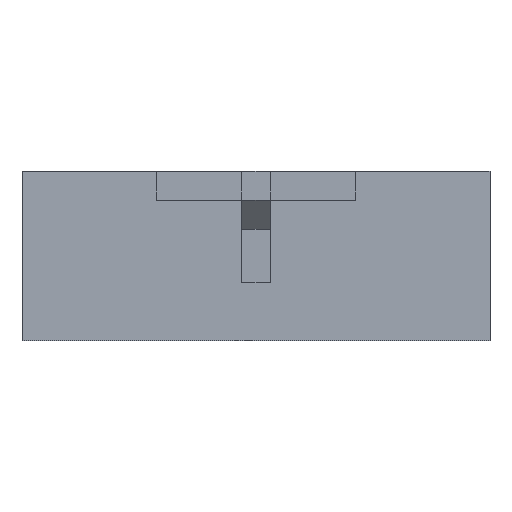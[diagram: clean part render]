
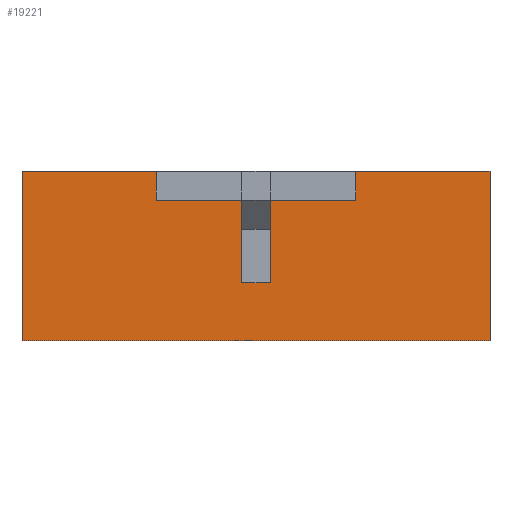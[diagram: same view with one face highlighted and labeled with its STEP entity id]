
A CAD part, left-side view. The second image highlights one B-rep face of the part: STEP entity #19221.
In plain terms, the highlighted planar face has unit normal (-1, 0, 0).
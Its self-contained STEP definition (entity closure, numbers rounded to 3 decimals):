
#2624 = VERTEX_POINT('',#2625);
#2625 = CARTESIAN_POINT('',(-19.8,-10.5,-3.8));
#2631 = EDGE_CURVE('',#2624,#2632,#2634,.T.);
#2632 = VERTEX_POINT('',#2633);
#2633 = CARTESIAN_POINT('',(-19.8,10.5,-3.8));
#2634 = LINE('',#2635,#2636);
#2635 = CARTESIAN_POINT('',(-19.8,-10.5,-3.8));
#2636 = VECTOR('',#2637,1.);
#2637 = DIRECTION('',(0.,1.,0.));
#18703 = EDGE_CURVE('',#18704,#18706,#18708,.T.);
#18704 = VERTEX_POINT('',#18705);
#18705 = CARTESIAN_POINT('',(-19.8,-10.5,3.8));
#18706 = VERTEX_POINT('',#18707);
#18707 = CARTESIAN_POINT('',(-19.8,-4.475,
    3.8));
#18708 = LINE('',#18709,#18710);
#18709 = CARTESIAN_POINT('',(-19.8,-8.3,
    3.8));
#18710 = VECTOR('',#18711,1.);
#18711 = DIRECTION('',(0.,1.,0.));
#18746 = VERTEX_POINT('',#18747);
#18747 = CARTESIAN_POINT('',(-19.8,10.5,3.8));
#18753 = EDGE_CURVE('',#18754,#18746,#18756,.T.);
#18754 = VERTEX_POINT('',#18755);
#18755 = CARTESIAN_POINT('',(-19.8,4.475,
    3.8));
#18756 = LINE('',#18757,#18758);
#18757 = CARTESIAN_POINT('',(-19.8,8.3,
    3.8));
#18758 = VECTOR('',#18759,1.);
#18759 = DIRECTION('',(0.,1.,0.));
#19014 = VERTEX_POINT('',#19015);
#19015 = CARTESIAN_POINT('',(-19.8,4.475,2.5));
#19021 = EDGE_CURVE('',#19014,#19022,#19024,.T.);
#19022 = VERTEX_POINT('',#19023);
#19023 = CARTESIAN_POINT('',(-19.8,0.65,2.5));
#19024 = LINE('',#19025,#19026);
#19025 = CARTESIAN_POINT('',(-19.8,4.475,2.5));
#19026 = VECTOR('',#19027,1.);
#19027 = DIRECTION('',(0.,-1.,0.));
#19052 = VERTEX_POINT('',#19053);
#19053 = CARTESIAN_POINT('',(-19.8,-4.475,2.5));
#19069 = VERTEX_POINT('',#19070);
#19070 = CARTESIAN_POINT('',(-19.8,-0.65,2.5));
#19076 = EDGE_CURVE('',#19069,#19052,#19077,.T.);
#19077 = LINE('',#19078,#19079);
#19078 = CARTESIAN_POINT('',(-19.8,-0.65,2.5));
#19079 = VECTOR('',#19080,1.);
#19080 = DIRECTION('',(0.,-1.,0.));
#19092 = EDGE_CURVE('',#18754,#19014,#19093,.T.);
#19093 = LINE('',#19094,#19095);
#19094 = CARTESIAN_POINT('',(-19.8,4.475,
    3.8));
#19095 = VECTOR('',#19096,1.);
#19096 = DIRECTION('',(0.,0.,-1.));
#19221 = ADVANCED_FACE('',(#19222),#19270,.T.);
#19222 = FACE_BOUND('',#19223,.T.);
#19223 = EDGE_LOOP('',(#19224,#19232,#19233,#19234,#19235,#19241,#19242,
    #19248,#19249,#19255,#19256,#19264));
#19224 = ORIENTED_EDGE('',*,*,#19225,.T.);
#19225 = EDGE_CURVE('',#19226,#19022,#19228,.T.);
#19226 = VERTEX_POINT('',#19227);
#19227 = CARTESIAN_POINT('',(-19.8,0.65,
    -1.2));
#19228 = LINE('',#19229,#19230);
#19229 = CARTESIAN_POINT('',(-19.8,0.65,
    -1.2));
#19230 = VECTOR('',#19231,1.);
#19231 = DIRECTION('',(0.,0.,1.));
#19232 = ORIENTED_EDGE('',*,*,#19021,.F.);
#19233 = ORIENTED_EDGE('',*,*,#19092,.F.);
#19234 = ORIENTED_EDGE('',*,*,#18753,.T.);
#19235 = ORIENTED_EDGE('',*,*,#19236,.T.);
#19236 = EDGE_CURVE('',#18746,#2632,#19237,.T.);
#19237 = LINE('',#19238,#19239);
#19238 = CARTESIAN_POINT('',(-19.8,10.5,3.8));
#19239 = VECTOR('',#19240,1.);
#19240 = DIRECTION('',(0.,0.,-1.));
#19241 = ORIENTED_EDGE('',*,*,#2631,.F.);
#19242 = ORIENTED_EDGE('',*,*,#19243,.T.);
#19243 = EDGE_CURVE('',#2624,#18704,#19244,.T.);
#19244 = LINE('',#19245,#19246);
#19245 = CARTESIAN_POINT('',(-19.8,-10.5,-3.8));
#19246 = VECTOR('',#19247,1.);
#19247 = DIRECTION('',(0.,0.,1.));
#19248 = ORIENTED_EDGE('',*,*,#18703,.T.);
#19249 = ORIENTED_EDGE('',*,*,#19250,.F.);
#19250 = EDGE_CURVE('',#19052,#18706,#19251,.T.);
#19251 = LINE('',#19252,#19253);
#19252 = CARTESIAN_POINT('',(-19.8,-4.475,2.5));
#19253 = VECTOR('',#19254,1.);
#19254 = DIRECTION('',(0.,0.,1.));
#19255 = ORIENTED_EDGE('',*,*,#19076,.F.);
#19256 = ORIENTED_EDGE('',*,*,#19257,.T.);
#19257 = EDGE_CURVE('',#19069,#19258,#19260,.T.);
#19258 = VERTEX_POINT('',#19259);
#19259 = CARTESIAN_POINT('',(-19.8,-0.65,
    -1.2));
#19260 = LINE('',#19261,#19262);
#19261 = CARTESIAN_POINT('',(-19.8,-0.65,2.5));
#19262 = VECTOR('',#19263,1.);
#19263 = DIRECTION('',(0.,0.,-1.));
#19264 = ORIENTED_EDGE('',*,*,#19265,.T.);
#19265 = EDGE_CURVE('',#19258,#19226,#19266,.T.);
#19266 = LINE('',#19267,#19268);
#19267 = CARTESIAN_POINT('',(-19.8,-0.65,
    -1.2));
#19268 = VECTOR('',#19269,1.);
#19269 = DIRECTION('',(0.,1.,0.));
#19270 = PLANE('',#19271);
#19271 = AXIS2_PLACEMENT_3D('',#19272,#19273,#19274);
#19272 = CARTESIAN_POINT('',(-19.8,0.,
    -0.051));
#19273 = DIRECTION('',(-1.,-0.,-0.));
#19274 = DIRECTION('',(0.,0.,-1.));
